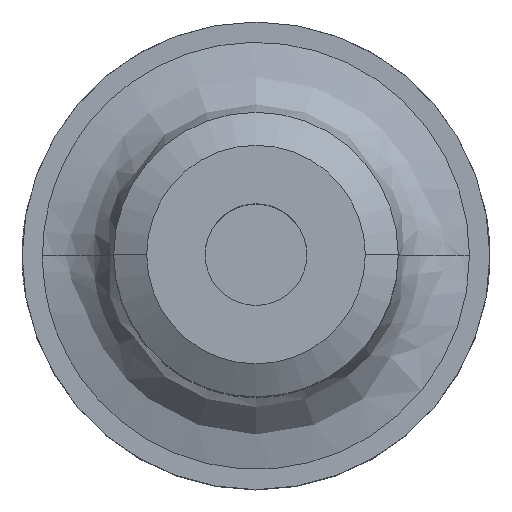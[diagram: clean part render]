
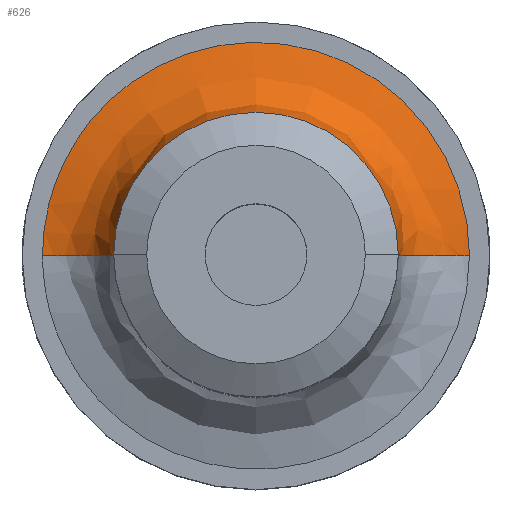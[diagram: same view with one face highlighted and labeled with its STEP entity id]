
A CAD part, top view. The second image highlights one B-rep face of the part: STEP entity #626.
In plain terms, the highlighted free-form (B-spline) face has degree [3, 3] with [4, 4] control points.
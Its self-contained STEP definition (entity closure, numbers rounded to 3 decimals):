
#2 = CARTESIAN_POINT ( 'NONE',  ( -21., 42., 22. ) ) ;
#56 = CARTESIAN_POINT ( 'NONE',  ( 16.94, 33.879, 21.557 ) ) ;
#72 = FACE_OUTER_BOUND ( 'NONE', #2153, .T. ) ;
#118 = CARTESIAN_POINT ( 'NONE',  ( -21.699, 43.398, 22.035 ) ) ;
#121 = CARTESIAN_POINT ( 'NONE',  ( -21., 0., 22. ) ) ;
#217 = CARTESIAN_POINT ( 'NONE',  ( 21., 0., 22. ) ) ;
#229 = CARTESIAN_POINT ( 'NONE',  ( 16.94, 0., 21.557 ) ) ;
#293 =( BOUNDED_SURFACE ( )  B_SPLINE_SURFACE ( 3, 3, ( 
 ( #1952, #1443, #1486, #1495 ),
 ( #1320, #712, #1930, #1624 ),
 ( #1714, #1808, #56, #229 ),
 ( #650, #118, #1885, #1939 ) ),
 .UNSPECIFIED., .F., .F., .F. ) 
 B_SPLINE_SURFACE_WITH_KNOTS ( ( 4, 4 ),
 ( 4, 4 ),
 ( 0., 1. ),
 ( 0., 1. ),
 .UNSPECIFIED. ) 
 GEOMETRIC_REPRESENTATION_ITEM ( )  RATIONAL_B_SPLINE_SURFACE ( (
 ( 1., 0.333, 0.333, 1.),
 ( 0.755, 0.252, 0.252, 0.755),
 ( 0.755, 0.252, 0.252, 0.755),
 ( 1., 0.333, 0.333, 1.) ) ) 
 REPRESENTATION_ITEM ( '' )  SURFACE ( )  );
#317 = VERTEX_POINT ( 'NONE', #920 ) ;
#319 = CARTESIAN_POINT ( 'NONE',  ( 14., 0., 29. ) ) ;
#324 = CARTESIAN_POINT ( 'NONE',  ( 21., 0., 22. ) ) ;
#336 = CIRCLE ( 'NONE', #1909, 14. ) ;
#419 = CARTESIAN_POINT ( 'NONE',  ( -14., 0., 29. ) ) ;
#597 = CIRCLE ( 'NONE', #601, 14. ) ;
#601 = AXIS2_PLACEMENT_3D ( 'NONE', #1535, #864, #1549 ) ;
#626 = ADVANCED_FACE ( 'NONE', ( #72 ), #293, .F. ) ;
#632 = CARTESIAN_POINT ( 'NONE',  ( 0., 0., 29. ) ) ;
#650 = CARTESIAN_POINT ( 'NONE',  ( -21.699, 0., 22.035 ) ) ;
#664 = ORIENTED_EDGE ( 'NONE', *, *, #1029, .T. ) ;
#671 = DIRECTION ( 'NONE',  ( 1., 0., 0. ) ) ;
#712 = CARTESIAN_POINT ( 'NONE',  ( -13.557, 27.115, 24.94 ) ) ;
#735 =( BOUNDED_CURVE ( )  B_SPLINE_CURVE ( 3, ( #324, #924, #2, #1353 ),
 .UNSPECIFIED., .F., .F. ) 
 B_SPLINE_CURVE_WITH_KNOTS ( ( 4, 4 ),
 ( 0., 1. ),
 .UNSPECIFIED. ) 
 CURVE ( )  GEOMETRIC_REPRESENTATION_ITEM ( )  RATIONAL_B_SPLINE_CURVE ( ( 0.957, 0.319, 0.319, 0.957 ) ) 
 REPRESENTATION_ITEM ( '' )  );
#811 = ORIENTED_EDGE ( 'NONE', *, *, #1774, .T. ) ;
#820 = CARTESIAN_POINT ( 'NONE',  ( 14., 0., 24.899 ) ) ;
#824 = DIRECTION ( 'NONE',  ( 0., 0., 1. ) ) ;
#864 = DIRECTION ( 'NONE',  ( 0., 0., 1. ) ) ;
#920 = CARTESIAN_POINT ( 'NONE',  ( -14., 0., 29. ) ) ;
#924 = CARTESIAN_POINT ( 'NONE',  ( 21., 42., 22. ) ) ;
#1029 = EDGE_CURVE ( 'NONE', #1556, #1216, #2054, .T. ) ;
#1095 = CARTESIAN_POINT ( 'NONE',  ( -14., 0., 24.899 ) ) ;
#1127 = ORIENTED_EDGE ( 'NONE', *, *, #1632, .F. ) ;
#1216 = VERTEX_POINT ( 'NONE', #1238 ) ;
#1223 = CARTESIAN_POINT ( 'NONE',  ( 16.899, 0., 22. ) ) ;
#1238 = CARTESIAN_POINT ( 'NONE',  ( 21., 0., 22. ) ) ;
#1303 = EDGE_CURVE ( 'NONE', #1509, #317, #1363, .T. ) ;
#1320 = CARTESIAN_POINT ( 'NONE',  ( -13.557, 0., 24.94 ) ) ;
#1353 = CARTESIAN_POINT ( 'NONE',  ( -21., 0., 22. ) ) ;
#1363 =( BOUNDED_CURVE ( )  B_SPLINE_CURVE ( 3, ( #2083, #2073, #1095, #419 ),
 .UNSPECIFIED., .F., .T. ) 
 B_SPLINE_CURVE_WITH_KNOTS ( ( 4, 4 ),
 ( 0.063, 0.937 ),
 .UNSPECIFIED. ) 
 CURVE ( )  GEOMETRIC_REPRESENTATION_ITEM ( )  RATIONAL_B_SPLINE_CURVE ( ( 0.957, 0.77, 0.77, 0.957 ) ) 
 REPRESENTATION_ITEM ( '' )  );
#1366 = ORIENTED_EDGE ( 'NONE', *, *, #1977, .F. ) ;
#1383 = CARTESIAN_POINT ( 'NONE',  ( 14., 0., 29. ) ) ;
#1396 = VERTEX_POINT ( 'NONE', #1903 ) ;
#1443 = CARTESIAN_POINT ( 'NONE',  ( -14.035, 28.07, 29.699 ) ) ;
#1475 = ORIENTED_EDGE ( 'NONE', *, *, #1303, .T. ) ;
#1486 = CARTESIAN_POINT ( 'NONE',  ( 14.035, 28.07, 29.699 ) ) ;
#1495 = CARTESIAN_POINT ( 'NONE',  ( 14.035, 0., 29.699 ) ) ;
#1509 = VERTEX_POINT ( 'NONE', #121 ) ;
#1535 = CARTESIAN_POINT ( 'NONE',  ( 0., 0., 29. ) ) ;
#1549 = DIRECTION ( 'NONE',  ( 1., 0., 0. ) ) ;
#1556 = VERTEX_POINT ( 'NONE', #319 ) ;
#1624 = CARTESIAN_POINT ( 'NONE',  ( 13.557, 0., 24.94 ) ) ;
#1632 = EDGE_CURVE ( 'NONE', #1396, #317, #336, .T. ) ;
#1714 = CARTESIAN_POINT ( 'NONE',  ( -16.94, 0., 21.557 ) ) ;
#1774 = EDGE_CURVE ( 'NONE', #1216, #1509, #735, .T. ) ;
#1808 = CARTESIAN_POINT ( 'NONE',  ( -16.94, 33.879, 21.557 ) ) ;
#1885 = CARTESIAN_POINT ( 'NONE',  ( 21.699, 43.398, 22.035 ) ) ;
#1903 = CARTESIAN_POINT ( 'NONE',  ( 0., 14., 29. ) ) ;
#1909 = AXIS2_PLACEMENT_3D ( 'NONE', #632, #824, #671 ) ;
#1930 = CARTESIAN_POINT ( 'NONE',  ( 13.557, 27.115, 24.94 ) ) ;
#1939 = CARTESIAN_POINT ( 'NONE',  ( 21.699, 0., 22.035 ) ) ;
#1952 = CARTESIAN_POINT ( 'NONE',  ( -14.035, 0., 29.699 ) ) ;
#1977 = EDGE_CURVE ( 'NONE', #1556, #1396, #597, .T. ) ;
#2054 =( BOUNDED_CURVE ( )  B_SPLINE_CURVE ( 3, ( #1383, #820, #1223, #217 ),
 .UNSPECIFIED., .F., .T. ) 
 B_SPLINE_CURVE_WITH_KNOTS ( ( 4, 4 ),
 ( 0.063, 0.937 ),
 .UNSPECIFIED. ) 
 CURVE ( )  GEOMETRIC_REPRESENTATION_ITEM ( )  RATIONAL_B_SPLINE_CURVE ( ( 0.957, 0.77, 0.77, 0.957 ) ) 
 REPRESENTATION_ITEM ( '' )  );
#2073 = CARTESIAN_POINT ( 'NONE',  ( -16.899, 0., 22. ) ) ;
#2083 = CARTESIAN_POINT ( 'NONE',  ( -21., 0., 22. ) ) ;
#2153 = EDGE_LOOP ( 'NONE', ( #811, #1475, #1127, #1366, #664 ) ) ;
